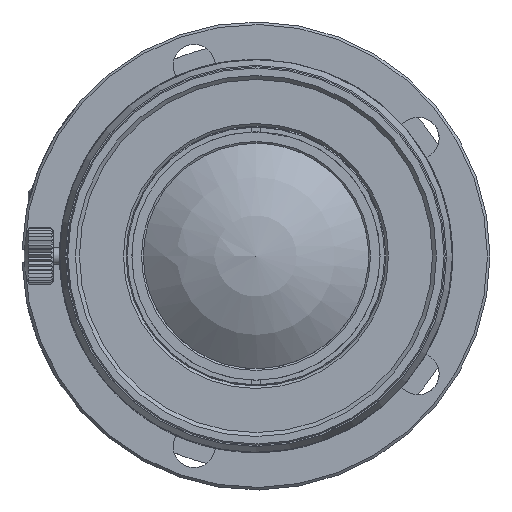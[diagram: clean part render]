
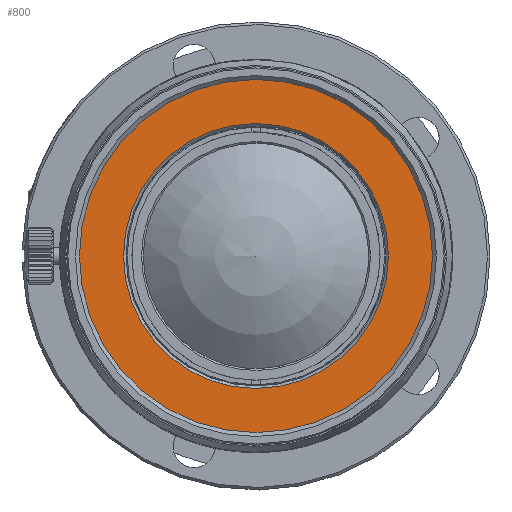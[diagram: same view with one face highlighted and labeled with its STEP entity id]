
A CAD part, left-side view. The second image highlights one B-rep face of the part: STEP entity #800.
In plain terms, the highlighted planar face has unit normal (-1, 0, 0).
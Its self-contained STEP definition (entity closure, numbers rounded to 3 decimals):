
#154=PLANE('',#9637);
#800=ADVANCED_FACE('',(#2062,#2063),#154,.F.);
#1687=CIRCLE('',#9610,15.85);
#1699=CIRCLE('',#9636,21.6);
#2062=FACE_BOUND('',#2539,.T.);
#2063=FACE_BOUND('',#2540,.T.);
#2539=EDGE_LOOP('',(#4709));
#2540=EDGE_LOOP('',(#4710));
#4709=ORIENTED_EDGE('',*,*,#7903,.F.);
#4710=ORIENTED_EDGE('',*,*,#7931,.T.);
#6617=VERTEX_POINT('',#17419);
#6637=VERTEX_POINT('',#17481);
#7903=EDGE_CURVE('',#6617,#6617,#1687,.T.);
#7931=EDGE_CURVE('',#6637,#6637,#1699,.T.);
#9610=AXIS2_PLACEMENT_3D('',#17418,#10459,#10460);
#9636=AXIS2_PLACEMENT_3D('',#17480,#10527,#10528);
#9637=AXIS2_PLACEMENT_3D('',#17482,#10529,#10530);
#10459=DIRECTION('',(-1.,0.,0.));
#10460=DIRECTION('',(0.,0.,-1.));
#10527=DIRECTION('',(-1.,0.,0.));
#10528=DIRECTION('',(0.,0.,-1.));
#10529=DIRECTION('',(1.,0.,0.));
#10530=DIRECTION('',(0.,0.,1.));
#17418=CARTESIAN_POINT('',(-50.743,0.,0.));
#17419=CARTESIAN_POINT('',(-50.743,0.,-15.85));
#17480=CARTESIAN_POINT('',(-50.743,0.,0.));
#17481=CARTESIAN_POINT('',(-50.743,0.,-21.6));
#17482=CARTESIAN_POINT('',(-50.743,-21.6,0.));
